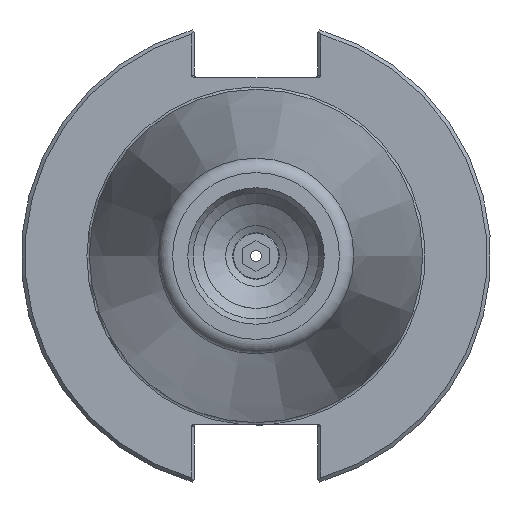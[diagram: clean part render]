
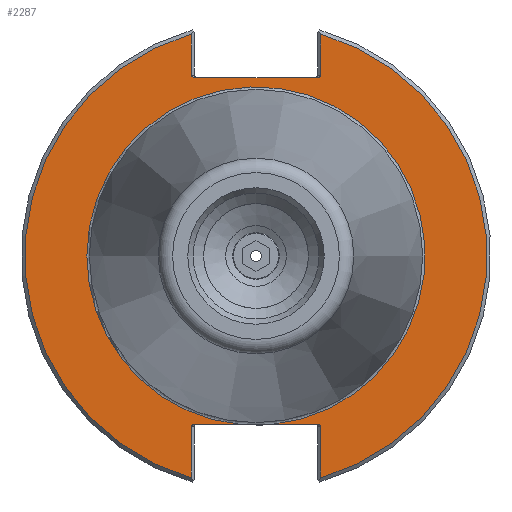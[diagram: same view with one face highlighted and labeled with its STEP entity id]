
A CAD part, left-side view. The second image highlights one B-rep face of the part: STEP entity #2287.
In plain terms, the highlighted planar face has unit normal (-1, 0, 0).
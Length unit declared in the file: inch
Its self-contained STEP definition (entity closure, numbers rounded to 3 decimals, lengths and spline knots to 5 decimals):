
#38=ELLIPSE('',#2444,0.02828,0.02);
#42=ELLIPSE('',#2453,0.02828,0.02);
#43=ELLIPSE('',#2457,0.02828,0.02);
#47=ELLIPSE('',#2466,0.02828,0.02);
#132=LINE('',#4497,#254);
#140=LINE('',#4529,#262);
#148=LINE('',#4560,#270);
#156=LINE('',#4592,#278);
#158=LINE('',#4617,#280);
#159=LINE('',#4619,#281);
#160=LINE('',#4621,#282);
#254=VECTOR('',#2826,0.33967);
#262=VECTOR('',#2852,0.42367);
#270=VECTOR('',#2876,0.42367);
#278=VECTOR('',#2902,0.33967);
#280=VECTOR('',#2914,0.36464);
#281=VECTOR('',#2917,1.00843);
#282=VECTOR('',#2920,0.36464);
#476=PLANE('',#2477);
#630=FACE_OUTER_BOUND('',#797,.T.);
#797=EDGE_LOOP('',(#1807,#1808,#1809,#1810,#1811,#1812,#1813,#1814,#1815,
#1816,#1817,#1818,#1819,#1820));
#950=CIRCLE('',#2475,1.395);
#952=CIRCLE('',#2478,1.9075);
#953=CIRCLE('',#2479,1.9075);
#1108=VERTEX_POINT('',#4482);
#1109=VERTEX_POINT('',#4484);
#1112=VERTEX_POINT('',#4496);
#1117=VERTEX_POINT('',#4514);
#1118=VERTEX_POINT('',#4516);
#1121=VERTEX_POINT('',#4528);
#1123=VERTEX_POINT('',#4536);
#1124=VERTEX_POINT('',#4537);
#1130=VERTEX_POINT('',#4556);
#1133=VERTEX_POINT('',#4570);
#1134=VERTEX_POINT('',#4572);
#1139=VERTEX_POINT('',#4588);
#1141=VERTEX_POINT('',#4600);
#1142=VERTEX_POINT('',#4601);
#1356=EDGE_CURVE('',#1108,#1109,#38,.T.);
#1361=EDGE_CURVE('',#1109,#1112,#132,.T.);
#1370=EDGE_CURVE('',#1117,#1118,#42,.T.);
#1375=EDGE_CURVE('',#1118,#1121,#140,.T.);
#1378=EDGE_CURVE('',#1123,#1124,#43,.T.);
#1389=EDGE_CURVE('',#1130,#1123,#148,.T.);
#1394=EDGE_CURVE('',#1133,#1134,#47,.T.);
#1403=EDGE_CURVE('',#1139,#1133,#156,.T.);
#1407=EDGE_CURVE('',#1141,#1142,#950,.T.);
#1409=EDGE_CURVE('',#1124,#1141,#158,.T.);
#1410=EDGE_CURVE('',#1112,#1130,#952,.T.);
#1411=EDGE_CURVE('',#1134,#1108,#159,.T.);
#1412=EDGE_CURVE('',#1121,#1139,#953,.T.);
#1413=EDGE_CURVE('',#1142,#1117,#160,.T.);
#1807=ORIENTED_EDGE('',*,*,#1407,.F.);
#1808=ORIENTED_EDGE('',*,*,#1409,.F.);
#1809=ORIENTED_EDGE('',*,*,#1378,.F.);
#1810=ORIENTED_EDGE('',*,*,#1389,.F.);
#1811=ORIENTED_EDGE('',*,*,#1410,.F.);
#1812=ORIENTED_EDGE('',*,*,#1361,.F.);
#1813=ORIENTED_EDGE('',*,*,#1356,.F.);
#1814=ORIENTED_EDGE('',*,*,#1411,.F.);
#1815=ORIENTED_EDGE('',*,*,#1394,.F.);
#1816=ORIENTED_EDGE('',*,*,#1403,.F.);
#1817=ORIENTED_EDGE('',*,*,#1412,.F.);
#1818=ORIENTED_EDGE('',*,*,#1375,.F.);
#1819=ORIENTED_EDGE('',*,*,#1370,.F.);
#1820=ORIENTED_EDGE('',*,*,#1413,.F.);
#2287=ADVANCED_FACE('',(#630),#476,.T.);
#2444=AXIS2_PLACEMENT_3D('',#4485,#2817,#2818);
#2453=AXIS2_PLACEMENT_3D('',#4517,#2843,#2844);
#2457=AXIS2_PLACEMENT_3D('',#4538,#2856,#2857);
#2466=AXIS2_PLACEMENT_3D('',#4573,#2884,#2885);
#2475=AXIS2_PLACEMENT_3D('',#4613,#2908,#2909);
#2477=AXIS2_PLACEMENT_3D('',#4616,#2912,#2913);
#2478=AXIS2_PLACEMENT_3D('',#4618,#2915,#2916);
#2479=AXIS2_PLACEMENT_3D('',#4620,#2918,#2919);
#2817=DIRECTION('center_axis',(-1.,0.,0.));
#2818=DIRECTION('ref_axis',(0.,-1.,0.));
#2826=DIRECTION('',(0.,0.,1.));
#2843=DIRECTION('center_axis',(-1.,0.,0.));
#2844=DIRECTION('ref_axis',(0.,1.,0.));
#2852=DIRECTION('',(0.,0.,-1.));
#2856=DIRECTION('center_axis',(-1.,0.,0.));
#2857=DIRECTION('ref_axis',(0.,-1.,0.));
#2876=DIRECTION('',(0.,0.,1.));
#2884=DIRECTION('center_axis',(-1.,0.,0.));
#2885=DIRECTION('ref_axis',(0.,1.,0.));
#2902=DIRECTION('',(0.,0.,-1.));
#2908=DIRECTION('center_axis',(-1.,0.,0.));
#2909=DIRECTION('ref_axis',(0.,-1.,0.));
#2912=DIRECTION('center_axis',(-1.,0.,0.));
#2913=DIRECTION('ref_axis',(0.,0.,1.));
#2914=DIRECTION('',(0.,1.,0.));
#2915=DIRECTION('center_axis',(1.,0.,0.));
#2916=DIRECTION('ref_axis',(0.,-1.,0.));
#2917=DIRECTION('',(0.,-1.,0.));
#2918=DIRECTION('center_axis',(1.,0.,0.));
#2919=DIRECTION('ref_axis',(0.,1.,0.));
#2920=DIRECTION('',(0.,1.,0.));
#4482=CARTESIAN_POINT('',(0.125,-0.50422,1.472));
#4484=CARTESIAN_POINT('',(0.125,-0.5325,1.492));
#4485=CARTESIAN_POINT('Origin',(0.125,-0.50422,1.492));
#4496=CARTESIAN_POINT('',(0.125,-0.5325,1.83167));
#4497=CARTESIAN_POINT('',(0.125,-0.5325,0.736));
#4514=CARTESIAN_POINT('',(0.125,0.50422,-1.388));
#4516=CARTESIAN_POINT('',(0.125,0.5325,-1.408));
#4517=CARTESIAN_POINT('Origin',(0.125,0.50422,-1.408));
#4528=CARTESIAN_POINT('',(0.125,0.5325,-1.83167));
#4529=CARTESIAN_POINT('',(0.125,0.5325,-0.694));
#4536=CARTESIAN_POINT('',(0.125,-0.5325,-1.408));
#4537=CARTESIAN_POINT('',(0.125,-0.50422,-1.388));
#4538=CARTESIAN_POINT('Origin',(0.125,-0.50422,-1.408));
#4556=CARTESIAN_POINT('',(0.125,-0.5325,-1.83167));
#4560=CARTESIAN_POINT('',(0.125,-0.5325,-0.694));
#4570=CARTESIAN_POINT('',(0.125,0.5325,1.492));
#4572=CARTESIAN_POINT('',(0.125,0.50422,1.472));
#4573=CARTESIAN_POINT('Origin',(0.125,0.50422,1.492));
#4588=CARTESIAN_POINT('',(0.125,0.5325,1.83167));
#4592=CARTESIAN_POINT('',(0.125,0.5325,0.736));
#4600=CARTESIAN_POINT('',(0.125,-0.13957,-1.388));
#4601=CARTESIAN_POINT('',(0.125,0.13957,-1.388));
#4613=CARTESIAN_POINT('Origin',(0.125,0.,0.));
#4616=CARTESIAN_POINT('Origin',(0.125,1.65625,0.));
#4617=CARTESIAN_POINT('',(0.125,0.82813,-1.388));
#4618=CARTESIAN_POINT('Origin',(0.125,0.,0.));
#4619=CARTESIAN_POINT('',(0.125,0.82813,1.472));
#4620=CARTESIAN_POINT('Origin',(0.125,0.,0.));
#4621=CARTESIAN_POINT('',(0.125,0.82813,-1.388));
